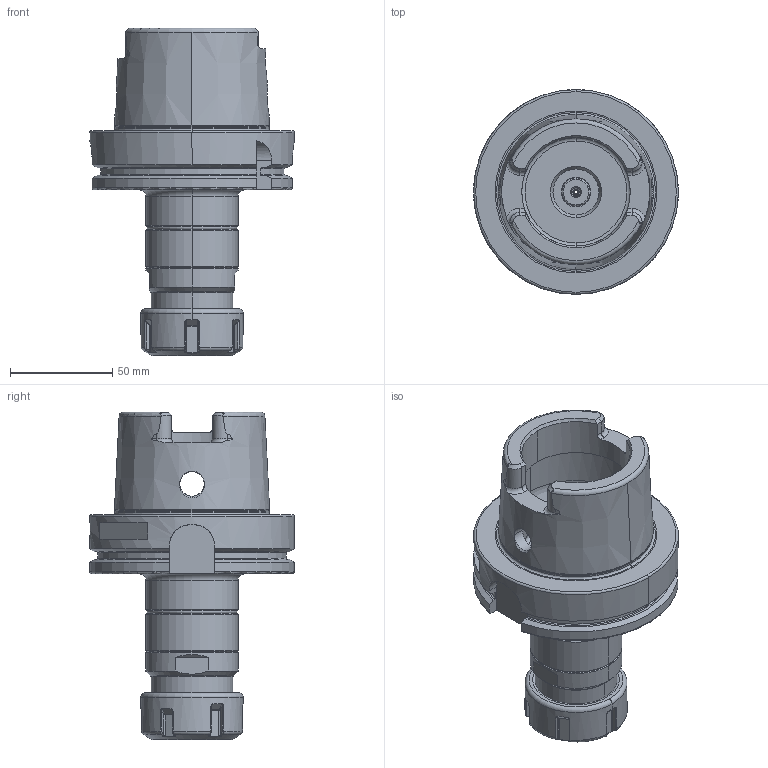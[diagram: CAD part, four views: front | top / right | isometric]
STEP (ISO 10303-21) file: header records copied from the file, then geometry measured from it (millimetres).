
FILE_DESCRIPTION((''),'2;1');
FILE_NAME('A100_16_02_20','2020-09-25T',('103090'),(''),'CREO PARAMETRIC BY PTC INC, 2016260','CREO PARAMETRIC BY PTC INC, 2016260','');
FILE_SCHEMA(('CONFIG_CONTROL_DESIGN'));
Length unit declared in the file: millimetre
Products named in the file (1): A100_16_02_20
Bounding box: 100 x 100 x 160 mm (x, y, z)
Volume: 350227.8 mm3; surface area: 69533.3 mm2
Topology: 2 solids, 2 shells, 394 faces, 959 edges, 581 vertices
Faces by surface type: plane 103, cylinder 100, torus 65, bspline 60, cone 54, sphere 12
Entity records: 14909 total; most frequent: CARTESIAN_POINT 6108, ORIENTED_EDGE 1914, DIRECTION 1706, EDGE_CURVE 957, AXIS2_PLACEMENT_3D 684, VERTEX_POINT 581, EDGE_LOOP 416, FACE_OUTER_BOUND 394
